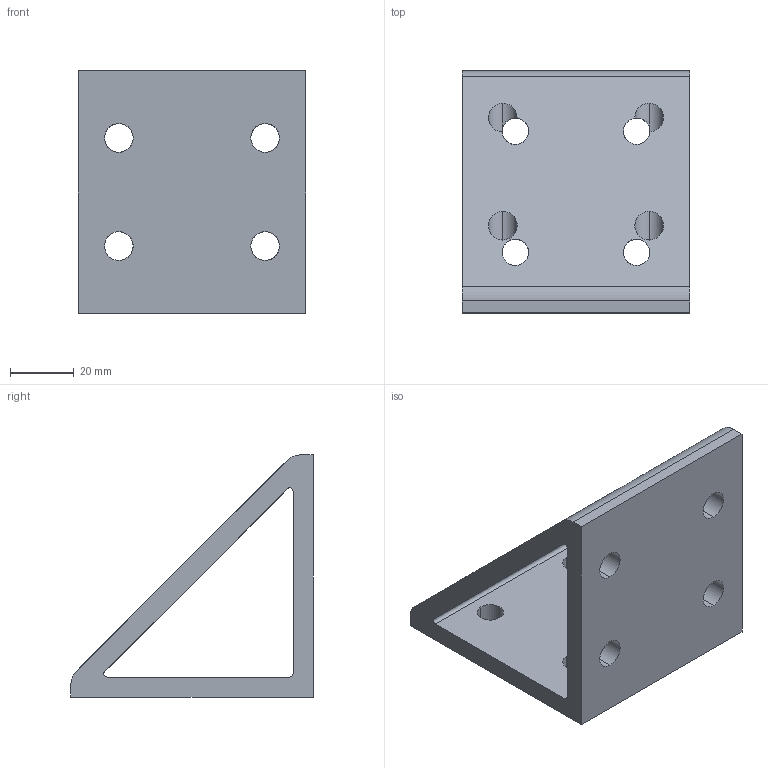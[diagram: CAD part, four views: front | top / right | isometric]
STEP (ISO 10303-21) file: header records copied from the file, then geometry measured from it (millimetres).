
FILE_DESCRIPTION (( 'STEP AP214' ), '1' );
FILE_NAME ('TestCorner.STEP', '2021-08-21T18:44:31', ( '' ), ( '' ), 'SwSTEP 2.0', 'SolidWorks 2020', '' );
FILE_SCHEMA (( 'AUTOMOTIVE_DESIGN' ));
Length unit declared in the file: millimetre
Products named in the file (1): TestCorner
Bounding box: 71.37 x 76.2 x 76.2 mm (x, y, z)
Volume: 101525.1 mm3; surface area: 36923.4 mm2
Topology: 1 solids, 1 shells, 55 faces, 165 edges, 110 vertices
Faces by surface type: cylinder 45, plane 10
Entity records: 2146 total; most frequent: CARTESIAN_POINT 674, ORIENTED_EDGE 330, DIRECTION 261, EDGE_CURVE 165, VERTEX_POINT 110, AXIS2_PLACEMENT_3D 98, EDGE_LOOP 83, LINE 65
